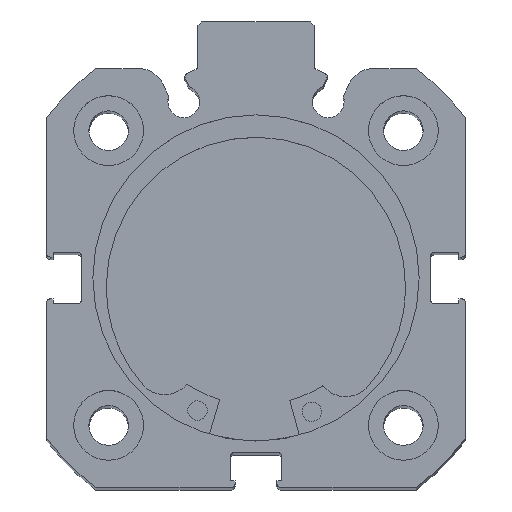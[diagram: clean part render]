
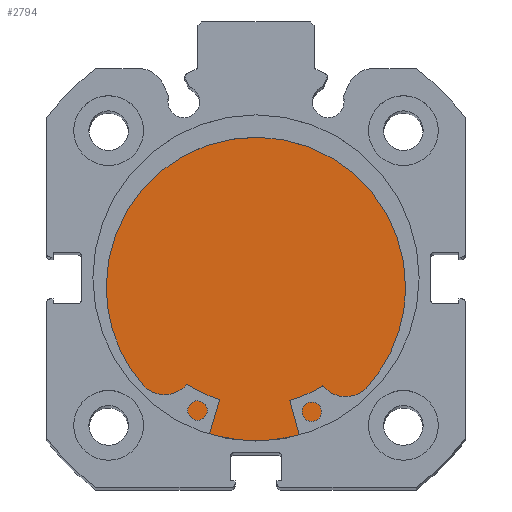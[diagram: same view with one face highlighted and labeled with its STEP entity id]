
A CAD part, top view. The second image highlights one B-rep face of the part: STEP entity #2794.
In plain terms, the highlighted face is planar.
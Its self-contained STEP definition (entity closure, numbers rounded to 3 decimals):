
#115 = EDGE_CURVE ( 'NONE', #651, #755, #4305, .T. ) ;
#152 = EDGE_CURVE ( 'NONE', #755, #651, #4352, .T. ) ;
#651 = VERTEX_POINT ( 'NONE', #5744 ) ;
#755 = VERTEX_POINT ( 'NONE', #5848 ) ;
#955 = CARTESIAN_POINT ( 'NONE',  ( 8.5, 0., 0. ) ) ;
#962 = DIRECTION ( 'NONE',  ( -1., 0., 0. ) ) ;
#963 = DIRECTION ( 'NONE',  ( 0., 0., 1. ) ) ;
#1060 = CARTESIAN_POINT ( 'NONE',  ( 8.5, 0., 0. ) ) ;
#1061 = DIRECTION ( 'NONE',  ( -1., 0., 0. ) ) ;
#1062 = DIRECTION ( 'NONE',  ( 0., 0., 1. ) ) ;
#2382 = ORIENTED_EDGE ( 'NONE', *, *, #152, .F. ) ;
#2482 = ORIENTED_EDGE ( 'NONE', *, *, #115, .F. ) ;
#2794 = ADVANCED_FACE ( 'NONE', ( #3123 ), #3460, .F. ) ;
#3123 = FACE_OUTER_BOUND ( 'NONE', #4020, .T. ) ;
#3459 = CARTESIAN_POINT ( 'NONE',  ( 8.5, 21., 0. ) ) ;
#3460 = PLANE ( 'NONE',  #5443 ) ;
#3461 = DIRECTION ( 'NONE',  ( -1., 0., 0. ) ) ;
#3462 = DIRECTION ( 'NONE',  ( 0., 0., 1. ) ) ;
#4020 = EDGE_LOOP ( 'NONE', ( #2482, #2382 ) ) ;
#4305 = CIRCLE ( 'NONE', #5062, 21. ) ;
#4352 = CIRCLE ( 'NONE', #5078, 21. ) ;
#5062 = AXIS2_PLACEMENT_3D ( 'NONE', #955, #962, #963 ) ;
#5078 = AXIS2_PLACEMENT_3D ( 'NONE', #1060, #1061, #1062 ) ;
#5443 = AXIS2_PLACEMENT_3D ( 'NONE', #3459, #3461, #3462 ) ;
#5744 = CARTESIAN_POINT ( 'NONE',  ( 8.5, 0., 21. ) ) ;
#5848 = CARTESIAN_POINT ( 'NONE',  ( 8.5, 0., -21. ) ) ;
